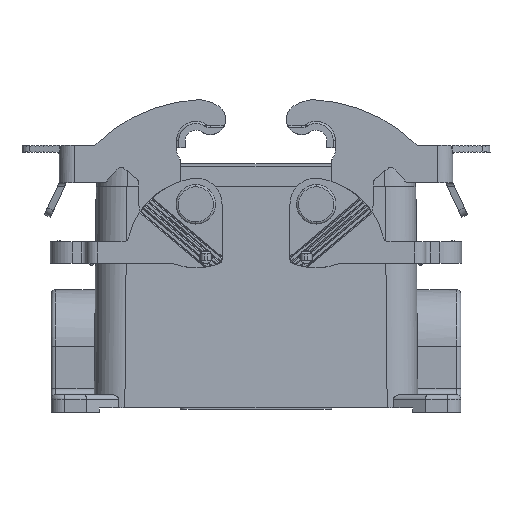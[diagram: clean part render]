
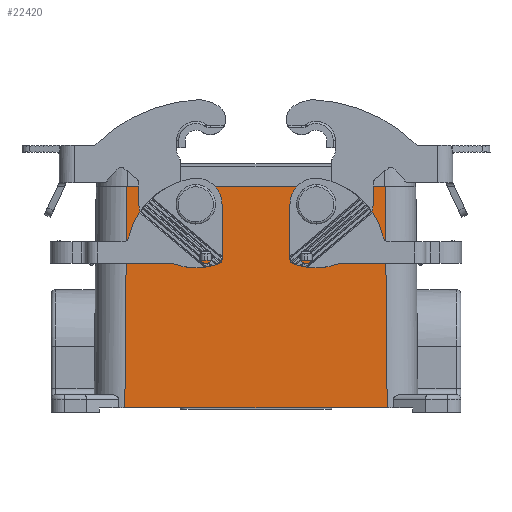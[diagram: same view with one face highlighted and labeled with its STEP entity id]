
A CAD part, front view. The second image highlights one B-rep face of the part: STEP entity #22420.
In plain terms, the highlighted face is planar.
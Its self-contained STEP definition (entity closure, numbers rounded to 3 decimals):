
#300=CARTESIAN_POINT('',(63.325,69.408,0.
));
#310=VERTEX_POINT('',#300);
#340=CARTESIAN_POINT('',(63.325,0.,0.));
#350=DIRECTION('',(0.,-1.,0.));
#360=VECTOR('',#350,1.);
#370=LINE('',#340,#360);
#380=CARTESIAN_POINT('',(63.325,10.407,0.)
);
#390=VERTEX_POINT('',#380);
#400=EDGE_CURVE('',#310,#390,#370,.T.);
#21820=CARTESIAN_POINT('',(63.325,3.407,0.));
#21830=DIRECTION('',(1.,0.,0.009));
#21840=DIRECTION('',(0.,-1.,0.));
#21850=AXIS2_PLACEMENT_3D('',#21820,#21830,#21840);
#21860=PLANE('',#21850);
#21870=CARTESIAN_POINT('',(63.324,69.407,
0.061));
#21880=DIRECTION('',(-0.009,-0.009,
1.));
#21890=VECTOR('',#21880,1.);
#21900=LINE('',#21870,#21890);
#21910=CARTESIAN_POINT('',(63.766,69.848,-50.5));
#21920=VERTEX_POINT('',#21910);
#21930=EDGE_CURVE('',#21920,#310,#21900,.T.);
#21940=ORIENTED_EDGE('',*,*,#21930,.T.);
#21950=CARTESIAN_POINT('',(63.766,0.,-50.5));
#21960=DIRECTION('',(0.,-1.,0.));
#21970=VECTOR('',#21960,1.);
#21980=LINE('',#21950,#21970);
#21990=CARTESIAN_POINT('',(63.766,9.966,-50.5));
#22000=VERTEX_POINT('',#21990);
#22010=EDGE_CURVE('',#21920,#22000,#21980,.T.);
#22020=ORIENTED_EDGE('',*,*,#22010,.F.);
#22030=CARTESIAN_POINT('',(63.324,10.408,
0.061));
#22040=DIRECTION('',(-0.009,0.009,
1.));
#22050=VECTOR('',#22040,1.);
#22060=LINE('',#22030,#22050);
#22070=EDGE_CURVE('',#22000,#390,#22060,.T.);
#22080=ORIENTED_EDGE('',*,*,#22070,.F.);
#22090=ORIENTED_EDGE('',*,*,#400,.T.);
#22100=EDGE_LOOP('',(#22090,#22080,#22020,#21940));
#22110=FACE_OUTER_BOUND('',#22100,.T.);
#22120=CARTESIAN_POINT('',(63.36,53.657,-4.))
;
#22130=DIRECTION('',(1.,0.,0.009));
#22140=DIRECTION('',(0.009,0.,
-1.));
#22150=AXIS2_PLACEMENT_3D('',#22120,#22130,#22140);
#22160=ELLIPSE('',#22150,1.7,1.7);
#22170=CARTESIAN_POINT('',(63.375,53.657,-5.7)
);
#22180=VERTEX_POINT('',#22170);
#22190=CARTESIAN_POINT('',(63.345,53.657,-2.3)
);
#22200=VERTEX_POINT('',#22190);
#22210=EDGE_CURVE('',#22180,#22200,#22160,.T.);
#22220=ORIENTED_EDGE('',*,*,#22210,.F.);
#22230=EDGE_CURVE('',#22200,#22180,#22160,.T.);
#22240=ORIENTED_EDGE('',*,*,#22230,.F.);
#22250=EDGE_LOOP('',(#22240,#22220));
#22260=FACE_BOUND('',#22250,.T.);
#22270=CARTESIAN_POINT('',(63.36,26.157,-4.))
;
#22280=DIRECTION('',(1.,0.,0.009));
#22290=DIRECTION('',(0.009,0.,
-1.));
#22300=AXIS2_PLACEMENT_3D('',#22270,#22280,#22290);
#22310=ELLIPSE('',#22300,1.7,1.7);
#22320=CARTESIAN_POINT('',(63.375,26.157,-5.7)
);
#22330=VERTEX_POINT('',#22320);
#22340=CARTESIAN_POINT('',(63.345,26.157,-2.3)
);
#22350=VERTEX_POINT('',#22340);
#22360=EDGE_CURVE('',#22330,#22350,#22310,.T.);
#22370=ORIENTED_EDGE('',*,*,#22360,.F.);
#22380=EDGE_CURVE('',#22350,#22330,#22310,.T.);
#22390=ORIENTED_EDGE('',*,*,#22380,.F.);
#22400=EDGE_LOOP('',(#22390,#22370));
#22410=FACE_BOUND('',#22400,.T.);
#22420=ADVANCED_FACE('',(#22110,#22260,#22410),#21860,.T.);
